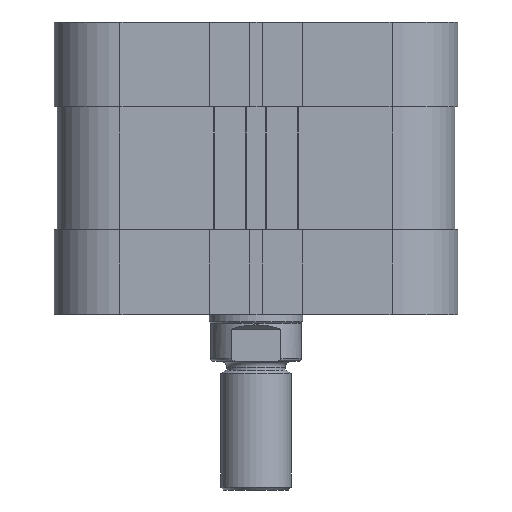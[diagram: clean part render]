
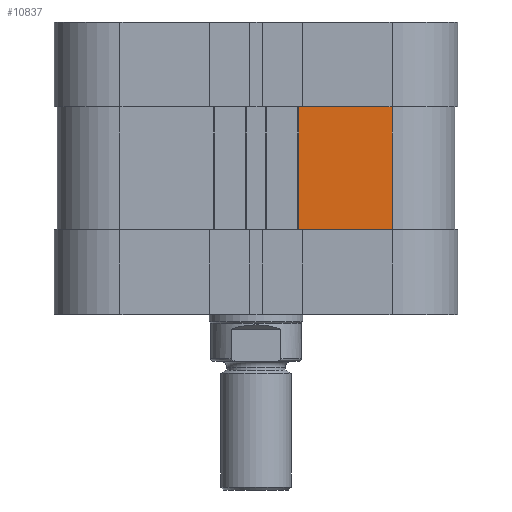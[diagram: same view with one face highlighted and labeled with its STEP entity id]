
A CAD part, front view. The second image highlights one B-rep face of the part: STEP entity #10837.
In plain terms, the highlighted planar face has unit normal (0, -1, 0).
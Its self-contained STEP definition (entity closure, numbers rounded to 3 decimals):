
#595=LINE('',#18470,#1393);
#701=LINE('',#18940,#1499);
#812=LINE('',#19266,#1610);
#813=LINE('',#19268,#1611);
#1393=VECTOR('',#14154,15.9);
#1499=VECTOR('',#14520,15.9);
#1610=VECTOR('',#14899,21.);
#1611=VECTOR('',#14902,21.);
#2309=PLANE('',#12002);
#3140=FACE_OUTER_BOUND('',#4017,.T.);
#4017=EDGE_LOOP('',(#9747,#9748,#9749,#9750));
#5427=VERTEX_POINT('',#18467);
#5428=VERTEX_POINT('',#18469);
#5661=VERTEX_POINT('',#18937);
#5662=VERTEX_POINT('',#18939);
#6726=EDGE_CURVE('',#5427,#5428,#595,.T.);
#6960=EDGE_CURVE('',#5662,#5661,#701,.T.);
#7122=EDGE_CURVE('',#5427,#5662,#812,.T.);
#7123=EDGE_CURVE('',#5428,#5661,#813,.T.);
#9747=ORIENTED_EDGE('',*,*,#6960,.T.);
#9748=ORIENTED_EDGE('',*,*,#7123,.F.);
#9749=ORIENTED_EDGE('',*,*,#6726,.F.);
#9750=ORIENTED_EDGE('',*,*,#7122,.T.);
#10837=ADVANCED_FACE('',(#3140),#2309,.T.);
#12002=AXIS2_PLACEMENT_3D('',#19267,#14900,#14901);
#14154=DIRECTION('',(-1.,0.,0.));
#14520=DIRECTION('',(-1.,0.,0.));
#14899=DIRECTION('',(0.,0.,1.));
#14900=DIRECTION('center_axis',(0.,-1.,0.));
#14901=DIRECTION('ref_axis',(0.,0.,-1.));
#14902=DIRECTION('',(0.,0.,1.));
#18467=CARTESIAN_POINT('',(23.25,-34.,-21.));
#18469=CARTESIAN_POINT('',(7.35,-34.,-21.));
#18470=CARTESIAN_POINT('',(23.25,-34.,-21.));
#18937=CARTESIAN_POINT('',(7.35,-34.,0.));
#18939=CARTESIAN_POINT('',(23.25,-34.,0.));
#18940=CARTESIAN_POINT('',(23.25,-34.,0.));
#19266=CARTESIAN_POINT('',(23.25,-34.,-21.));
#19267=CARTESIAN_POINT('Origin',(23.25,-34.,-21.));
#19268=CARTESIAN_POINT('',(7.35,-34.,-21.));
